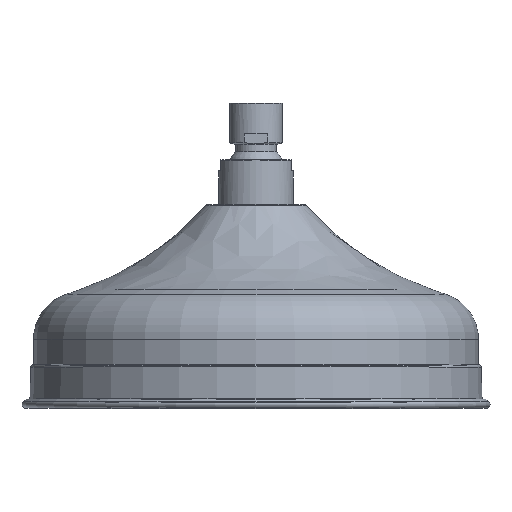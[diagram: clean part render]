
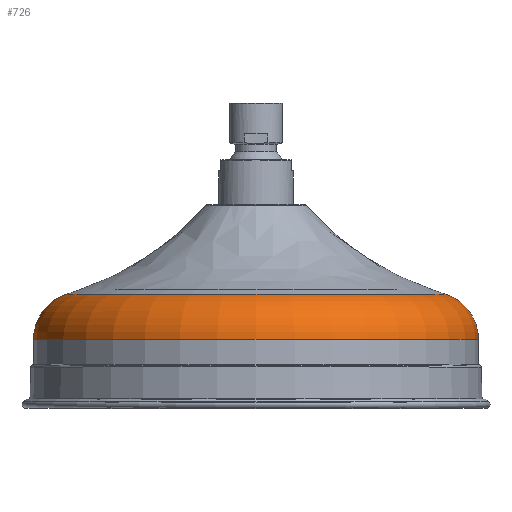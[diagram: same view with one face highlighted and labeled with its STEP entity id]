
A CAD part, top view. The second image highlights one B-rep face of the part: STEP entity #726.
In plain terms, the highlighted toroidal (fillet/blend) face has major radius 77.9 mm and minor radius 21.1 mm.
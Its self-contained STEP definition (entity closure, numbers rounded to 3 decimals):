
#131=CARTESIAN_POINT('',(0.,16.,0.));
#132=DIRECTION('',(0.,1.,0.));
#133=DIRECTION('',(-1.,0.,0.));
#134=AXIS2_PLACEMENT_3D('',#131,#132,#133);
#154=CARTESIAN_POINT('',(77.9,16.,0.));
#155=DIRECTION('',(0.,0.,-1.));
#156=DIRECTION('',(0.319,0.948,0.));
#157=AXIS2_PLACEMENT_3D('',#154,#155,#156);
#159=CARTESIAN_POINT('',(0.,36.,0.));
#160=DIRECTION('',(0.,1.,0.));
#161=DIRECTION('',(-1.,0.,0.));
#162=AXIS2_PLACEMENT_3D('',#159,#160,#161);
#164=CARTESIAN_POINT('',(-77.9,16.,0.));
#165=DIRECTION('',(0.,0.,1.));
#166=DIRECTION('',(-0.319,0.948,0.));
#167=AXIS2_PLACEMENT_3D('',#164,#165,#166);
#474=CARTESIAN_POINT('',(99.,16.,0.));
#475=VERTEX_POINT('',#474);
#476=CARTESIAN_POINT('',(-99.,16.,0.));
#477=VERTEX_POINT('',#476);
#478=CARTESIAN_POINT('',(84.624,36.,0.));
#479=VERTEX_POINT('',#478);
#480=CARTESIAN_POINT('',(-84.624,36.,0.));
#481=VERTEX_POINT('',#480);
#712=CARTESIAN_POINT('',(0.,16.,0.));
#713=DIRECTION('',(0.,-1.,0.));
#714=DIRECTION('',(-1.,0.,0.));
#715=AXIS2_PLACEMENT_3D('',#712,#713,#714);
#716=TOROIDAL_SURFACE('',#715,77.9,21.1);
#718=ORIENTED_EDGE('',*,*,#717,.T.);
#719=ORIENTED_EDGE('',*,*,#681,.F.);
#721=ORIENTED_EDGE('',*,*,#720,.F.);
#723=ORIENTED_EDGE('',*,*,#722,.T.);
#724=EDGE_LOOP('',(#718,#719,#721,#723));
#725=FACE_OUTER_BOUND('',#724,.F.);
#135=CIRCLE('',#134,99.);
#158=CIRCLE('',#157,21.1);
#163=CIRCLE('',#162,84.624);
#168=CIRCLE('',#167,21.1);
#681=EDGE_CURVE('',#477,#475,#135,.T.);
#717=EDGE_CURVE('',#479,#475,#158,.T.);
#720=EDGE_CURVE('',#481,#477,#168,.T.);
#722=EDGE_CURVE('',#481,#479,#163,.T.);
#726=ADVANCED_FACE('',(#725),#716,.T.);
